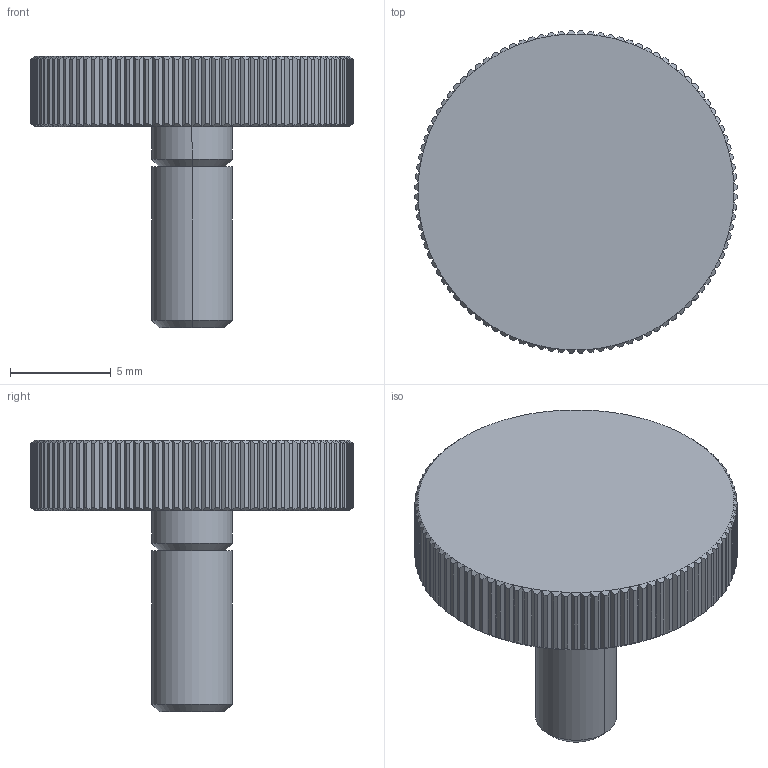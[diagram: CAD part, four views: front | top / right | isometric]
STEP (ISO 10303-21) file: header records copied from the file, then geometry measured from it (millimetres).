
FILE_DESCRIPTION(('STEP AP214'),'1');
FILE_NAME('HALDERN_EH_24770_0093.stp','2017-05-09T08:41:45',('TraceParts'),('TraceParts S.A.'),'Spatial InterOp 3D',' ',' ');
FILE_SCHEMA(('automotive_design'));
Length unit declared in the file: millimetre
Products named in the file (1): HALDERN_EH_24770_0093
Bounding box: 16 x 16 x 13.5 mm (x, y, z)
Volume: 818.1 mm3; surface area: 738.6 mm2
Topology: 1 solids, 1 shells, 512 faces, 1120 edges, 612 vertices
Faces by surface type: cone 204, plane 204, cylinder 104
Entity records: 17296 total; most frequent: CARTESIAN_POINT 3045, ORIENTED_EDGE 2240, DIRECTION 2158, EDGE_CURVE 1120, AXIS2_PLACEMENT_3D 925, VERTEX_POINT 612, EDGE_LOOP 514, STYLED_ITEM 512
